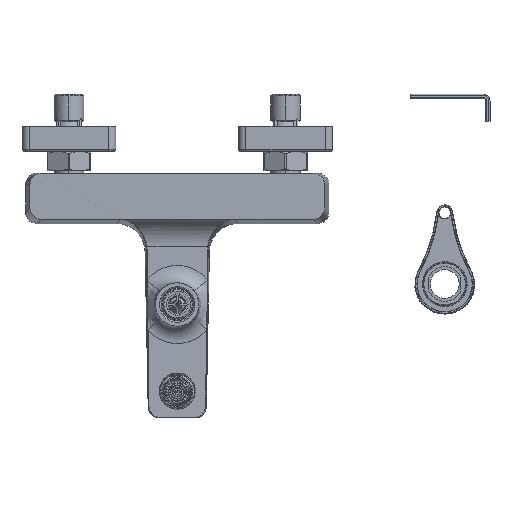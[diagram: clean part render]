
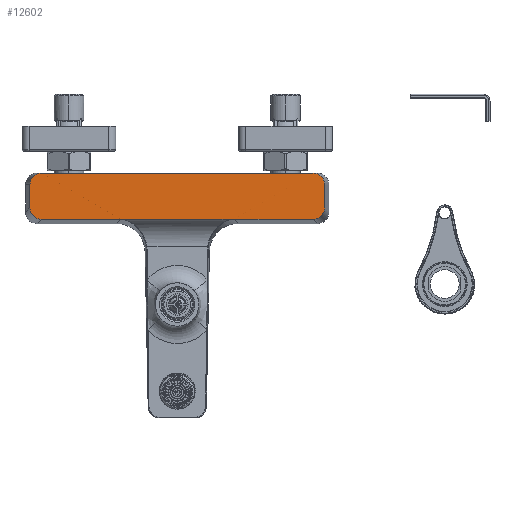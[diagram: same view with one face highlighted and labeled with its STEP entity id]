
A CAD part, front view. The second image highlights one B-rep face of the part: STEP entity #12602.
In plain terms, the highlighted planar face has unit normal (0, -1, 0).
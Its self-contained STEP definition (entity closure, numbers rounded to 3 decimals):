
#2444=CARTESIAN_POINT('',(38.634,-15.,
-10.99));
#2498=DIRECTION('',(1.,0.,0.));
#2499=VECTOR('',#2498,77.268);
#2500=CARTESIAN_POINT('',(-38.634,-15.,
-10.99));
#2501=LINE('',#2500,#2499);
#3447=CARTESIAN_POINT('',(94.065,-15.,
-10.99));
#3448=CARTESIAN_POINT('',(95.386,-15.,
-10.99));
#3449=CARTESIAN_POINT('',(97.461,-15.,
-10.424));
#3450=CARTESIAN_POINT('',(99.795,-15.,
-8.795));
#3451=CARTESIAN_POINT('',(101.424,-15.,
-6.461));
#3452=CARTESIAN_POINT('',(101.99,-15.,
-4.386));
#3453=CARTESIAN_POINT('',(101.99,-15.,
-3.065));
#3455=CARTESIAN_POINT('',(38.634,-15.,
-10.99));
#3456=CARTESIAN_POINT('',(38.7,-15.,
-10.99));
#3457=CARTESIAN_POINT('',(38.834,-14.997,
-10.99));
#3458=CARTESIAN_POINT('',(39.044,-15.01,
-10.985));
#3459=CARTESIAN_POINT('',(39.185,-14.979,
-10.993));
#3460=CARTESIAN_POINT('',(39.255,-14.979,
-10.993));
#3462=CARTESIAN_POINT('',(-39.261,-14.978,
-10.993));
#3463=CARTESIAN_POINT('',(-39.191,-14.978,
-10.993));
#3464=CARTESIAN_POINT('',(-39.041,-15.01,
-10.985));
#3465=CARTESIAN_POINT('',(-38.833,-14.997,
-10.99));
#3466=CARTESIAN_POINT('',(-38.7,-15.,
-10.99));
#3467=CARTESIAN_POINT('',(-38.634,-15.,
-10.99));
#3469=DIRECTION('',(1.,0.,0.));
#3470=VECTOR('',#3469,54.805);
#3471=CARTESIAN_POINT('',(-94.065,-15.,
-10.99));
#3472=LINE('',#3471,#3470);
#3473=DIRECTION('',(1.,0.,0.));
#3474=VECTOR('',#3473,187.826);
#3475=CARTESIAN_POINT('',(-93.913,-15.,21.));
#3476=LINE('',#3475,#3474);
#3477=DIRECTION('',(-1.,0.,0.));
#3478=VECTOR('',#3477,54.811);
#3479=CARTESIAN_POINT('',(94.065,-15.,
-10.99));
#3480=LINE('',#3479,#3478);
#3507=CARTESIAN_POINT('',(-39.258,-14.952,
-10.996));
#4056=CARTESIAN_POINT('',(-101.99,-15.,
13.));
#4057=CARTESIAN_POINT('',(-101.99,-15.,
13.625));
#4058=CARTESIAN_POINT('',(-101.841,-15.,
14.829));
#4059=CARTESIAN_POINT('',(-101.269,-15.,
16.455));
#4060=CARTESIAN_POINT('',(-100.29,-15.,
18.042));
#4061=CARTESIAN_POINT('',(-98.822,-15.,
19.45));
#4062=CARTESIAN_POINT('',(-97.252,-15.,
20.35));
#4063=CARTESIAN_POINT('',(-95.64,-15.,
20.875));
#4064=CARTESIAN_POINT('',(-94.498,-15.,21.));
#4065=CARTESIAN_POINT('',(-93.913,-15.,21.));
#4086=DIRECTION('',(0.,0.,1.));
#4087=VECTOR('',#4086,16.065);
#4088=CARTESIAN_POINT('',(-101.99,-15.,
-3.065));
#4089=LINE('',#4088,#4087);
#4090=CARTESIAN_POINT('',(-94.065,-15.,
-10.99));
#4091=CARTESIAN_POINT('',(-95.386,-15.,
-10.99));
#4092=CARTESIAN_POINT('',(-97.461,-15.,
-10.424));
#4093=CARTESIAN_POINT('',(-99.795,-15.,
-8.795));
#4094=CARTESIAN_POINT('',(-101.424,-15.,
-6.461));
#4095=CARTESIAN_POINT('',(-101.99,-15.,
-4.386));
#4096=CARTESIAN_POINT('',(-101.99,-15.,
-3.065));
#4152=CARTESIAN_POINT('',(101.99,-15.,13.));
#4153=CARTESIAN_POINT('',(101.99,-15.,13.625));
#4154=CARTESIAN_POINT('',(101.841,-15.,14.829));
#4155=CARTESIAN_POINT('',(101.269,-15.,16.455));
#4156=CARTESIAN_POINT('',(100.29,-15.,18.042));
#4157=CARTESIAN_POINT('',(98.822,-15.,19.45));
#4158=CARTESIAN_POINT('',(97.252,-15.,20.35));
#4159=CARTESIAN_POINT('',(95.64,-15.,20.875));
#4160=CARTESIAN_POINT('',(94.498,-15.,21.));
#4161=CARTESIAN_POINT('',(93.913,-15.,21.));
#4182=DIRECTION('',(0.,0.,1.));
#4183=VECTOR('',#4182,16.065);
#4184=CARTESIAN_POINT('',(101.99,-15.,
-3.065));
#4185=LINE('',#4184,#4183);
#4866=CARTESIAN_POINT('',(-93.913,-15.,21.));
#4868=VERTEX_POINT('',#4866);
#4869=CARTESIAN_POINT('',(-94.065,-15.,
-10.99));
#4871=VERTEX_POINT('',#4869);
#4875=VERTEX_POINT('',#4096);
#4876=CARTESIAN_POINT('',(-101.99,-15.,
13.));
#4877=VERTEX_POINT('',#4876);
#5132=CARTESIAN_POINT('',(93.913,-15.,21.));
#5134=VERTEX_POINT('',#5132);
#5135=CARTESIAN_POINT('',(94.065,-15.,
-10.99));
#5137=VERTEX_POINT('',#5135);
#5141=VERTEX_POINT('',#3453);
#5142=CARTESIAN_POINT('',(101.99,-15.,13.));
#5143=VERTEX_POINT('',#5142);
#5501=VERTEX_POINT('',#2444);
#5503=VERTEX_POINT('',#3460);
#5532=VERTEX_POINT('',#3507);
#5533=VERTEX_POINT('',#3467);
#12575=CARTESIAN_POINT('',(-122.753,-15.,
-14.554));
#12576=DIRECTION('',(0.,-1.,0.));
#12577=DIRECTION('',(1.,0.,0.));
#12578=AXIS2_PLACEMENT_3D('',#12575,#12576,#12577);
#12579=PLANE('',#12578);
#12580=ORIENTED_EDGE('',*,*,#10955,.F.);
#12581=ORIENTED_EDGE('',*,*,#10973,.F.);
#12583=ORIENTED_EDGE('',*,*,#12582,.F.);
#12585=ORIENTED_EDGE('',*,*,#12584,.F.);
#12587=ORIENTED_EDGE('',*,*,#12586,.T.);
#12589=ORIENTED_EDGE('',*,*,#12588,.T.);
#12591=ORIENTED_EDGE('',*,*,#12590,.T.);
#12592=ORIENTED_EDGE('',*,*,#12076,.T.);
#12594=ORIENTED_EDGE('',*,*,#12593,.F.);
#12596=ORIENTED_EDGE('',*,*,#12595,.F.);
#12597=ORIENTED_EDGE('',*,*,#12565,.F.);
#12599=ORIENTED_EDGE('',*,*,#12598,.T.);
#12600=EDGE_LOOP('',(#12580,#12581,#12583,#12585,#12587,#12589,#12591,#12592,
#12594,#12596,#12597,#12599));
#12601=FACE_OUTER_BOUND('',#12600,.F.);
#12602=ADVANCED_FACE('',(#12601),#12579,.T.);
#3454=B_SPLINE_CURVE_WITH_KNOTS('',3,(#3447,#3448,#3449,#3450,#3451,#3452,
#3453),.UNSPECIFIED.,.F.,.F.,(4,1,1,1,4),(0.,0.25,0.5,0.75,1.),
.UNSPECIFIED.);
#3461=B_SPLINE_CURVE_WITH_KNOTS('',3,(#3455,#3456,#3457,#3458,#3459,#3460),
.UNSPECIFIED.,.F.,.F.,(4,1,1,4),(0.,0.333,0.667,1.),
.UNSPECIFIED.);
#3468=B_SPLINE_CURVE_WITH_KNOTS('',3,(#3462,#3463,#3464,#3465,#3466,#3467),
.UNSPECIFIED.,.F.,.F.,(4,1,1,4),(0.,0.333,0.667,1.),
.UNSPECIFIED.);
#4066=B_SPLINE_CURVE_WITH_KNOTS('',3,(#4056,#4057,#4058,#4059,#4060,#4061,#4062,
#4063,#4064,#4065),.UNSPECIFIED.,.F.,.F.,(4,1,1,1,1,1,1,4),(0.,
0.143,0.286,0.429,0.571,
0.714,0.857,1.),.UNSPECIFIED.);
#4097=B_SPLINE_CURVE_WITH_KNOTS('',3,(#4090,#4091,#4092,#4093,#4094,#4095,
#4096),.UNSPECIFIED.,.F.,.F.,(4,1,1,1,4),(0.,0.25,0.5,0.75,1.),
.UNSPECIFIED.);
#4162=B_SPLINE_CURVE_WITH_KNOTS('',3,(#4152,#4153,#4154,#4155,#4156,#4157,#4158,
#4159,#4160,#4161),.UNSPECIFIED.,.F.,.F.,(4,1,1,1,1,1,1,4),(0.,
0.143,0.286,0.429,0.571,
0.714,0.857,1.),.UNSPECIFIED.);
#10955=EDGE_CURVE('',#5501,#5503,#3461,.T.);
#10973=EDGE_CURVE('',#5533,#5501,#2501,.T.);
#12076=EDGE_CURVE('',#4868,#5134,#3476,.T.);
#12565=EDGE_CURVE('',#5137,#5141,#3454,.T.);
#12582=EDGE_CURVE('',#5532,#5533,#3468,.T.);
#12584=EDGE_CURVE('',#4871,#5532,#3472,.T.);
#12586=EDGE_CURVE('',#4871,#4875,#4097,.T.);
#12588=EDGE_CURVE('',#4875,#4877,#4089,.T.);
#12590=EDGE_CURVE('',#4877,#4868,#4066,.T.);
#12593=EDGE_CURVE('',#5143,#5134,#4162,.T.);
#12595=EDGE_CURVE('',#5141,#5143,#4185,.T.);
#12598=EDGE_CURVE('',#5137,#5503,#3480,.T.);
